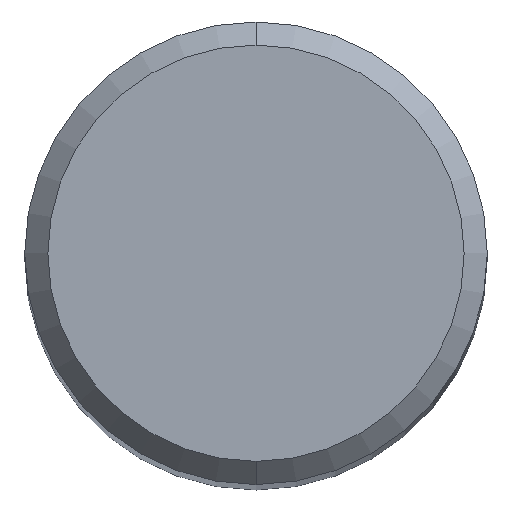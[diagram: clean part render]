
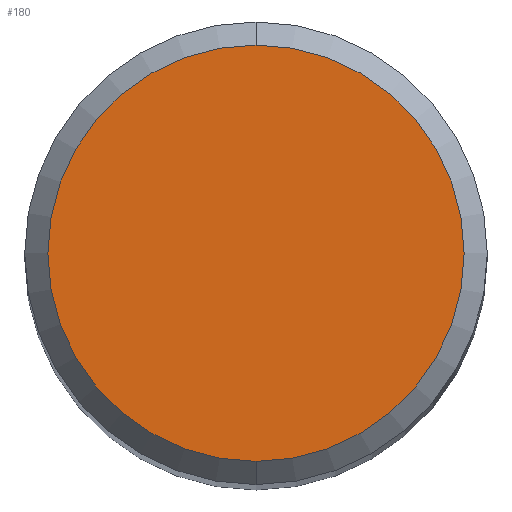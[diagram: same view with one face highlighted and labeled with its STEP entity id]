
A CAD part, top view. The second image highlights one B-rep face of the part: STEP entity #180.
In plain terms, the highlighted planar face has unit normal (0, 0, 1).
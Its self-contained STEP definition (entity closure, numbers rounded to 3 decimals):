
#96=VERTEX_POINT('',#241);
#156=VERTEX_POINT('',#309);
#160=EDGE_CURVE('',#96,#156,#313,.T.);
#180=ADVANCED_FACE('',(#337),#338,.T.);
#188=EDGE_CURVE('',#156,#96,#346,.T.);
#241=CARTESIAN_POINT('',(0.,-4.5,0.0));
#309=CARTESIAN_POINT('',(0.0,4.5,0.0));
#313=CIRCLE('',#484,4.5);
#337=FACE_OUTER_BOUND('',#512,.T.);
#338=PLANE('',#513);
#346=CIRCLE('',#526,4.5);
#484=AXIS2_PLACEMENT_3D('',#669,#670,#671);
#512=EDGE_LOOP('',(#709,#710));
#513=AXIS2_PLACEMENT_3D('',#711,#712,#713);
#526=AXIS2_PLACEMENT_3D('',#716,#717,#718);
#669=CARTESIAN_POINT('',(0.0,0.0,0.0));
#670=DIRECTION('',(0.0,0.0,-1.0));
#671=DIRECTION('',(0.0,1.0,0.0));
#709=ORIENTED_EDGE('',*,*,#188,.F.);
#710=ORIENTED_EDGE('',*,*,#160,.F.);
#711=CARTESIAN_POINT('',(0.0,2.25,0.0));
#712=DIRECTION('',(-0.0,0.0,1.0));
#713=DIRECTION('',(0.0,-1.0,0.0));
#716=CARTESIAN_POINT('',(0.0,0.0,0.0));
#717=DIRECTION('',(0.0,0.0,-1.0));
#718=DIRECTION('',(0.0,1.0,0.0));
